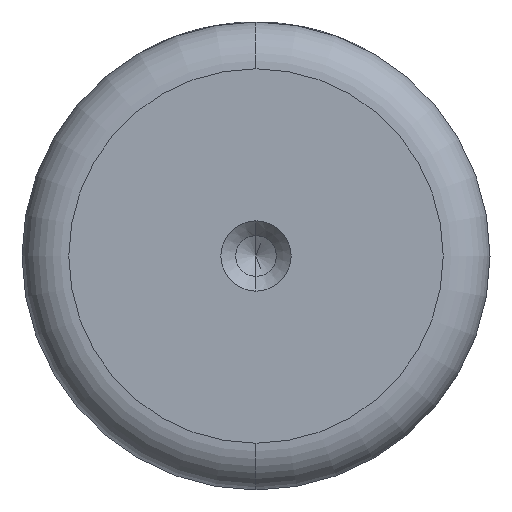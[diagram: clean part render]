
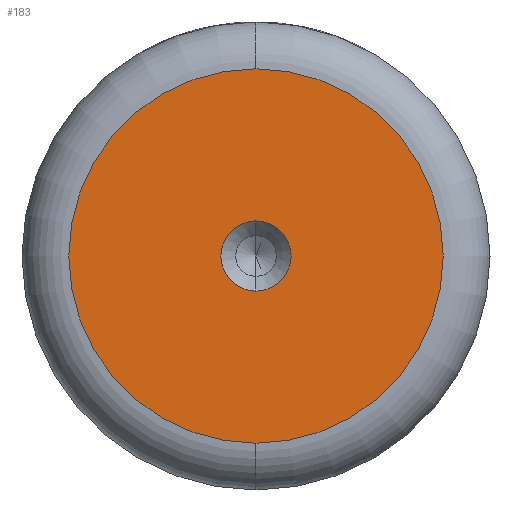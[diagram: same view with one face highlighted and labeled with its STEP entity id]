
A CAD part, left-side view. The second image highlights one B-rep face of the part: STEP entity #183.
In plain terms, the highlighted planar face has unit normal (-1, 0, 0).
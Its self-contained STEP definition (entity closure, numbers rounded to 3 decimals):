
#40 = AXIS2_PLACEMENT_3D ( 'NONE', #156, #911, #278 ) ;
#66 = AXIS2_PLACEMENT_3D ( 'NONE', #644, #1404, #748 ) ;
#80 = CIRCLE ( 'NONE', #66, 2.25 ) ;
#81 = EDGE_CURVE ( 'NONE', #165, #123, #80, .T. ) ;
#123 = VERTEX_POINT ( 'NONE', #974 ) ;
#156 = CARTESIAN_POINT ( 'NONE',  ( 0., 0., 0. ) ) ;
#165 = VERTEX_POINT ( 'NONE', #356 ) ;
#183 = ADVANCED_FACE ( 'NONE', ( #1083, #1377 ), #367, .T. ) ;
#193 = EDGE_LOOP ( 'NONE', ( #283, #1064 ) ) ;
#273 = DIRECTION ( 'NONE',  ( -1., 0., 0. ) ) ;
#278 = DIRECTION ( 'NONE',  ( 0., 0., 1. ) ) ;
#283 = ORIENTED_EDGE ( 'NONE', *, *, #329, .F. ) ;
#310 = CARTESIAN_POINT ( 'NONE',  ( 0., 0., 12. ) ) ;
#327 = CIRCLE ( 'NONE', #40, 12. ) ;
#329 = EDGE_CURVE ( 'NONE', #123, #165, #504, .T. ) ;
#346 = CARTESIAN_POINT ( 'NONE',  ( 0., 0., 0. ) ) ;
#356 = CARTESIAN_POINT ( 'NONE',  ( 0., 0., -2.25 ) ) ;
#367 = PLANE ( 'NONE',  #837 ) ;
#401 = EDGE_CURVE ( 'NONE', #525, #717, #327, .T. ) ;
#412 = CIRCLE ( 'NONE', #841, 12. ) ;
#431 = ORIENTED_EDGE ( 'NONE', *, *, #1260, .T. ) ;
#444 = DIRECTION ( 'NONE',  ( 0., 0., 1. ) ) ;
#476 = DIRECTION ( 'NONE',  ( 0., 0., 1. ) ) ;
#504 = CIRCLE ( 'NONE', #1245, 2.25 ) ;
#525 = VERTEX_POINT ( 'NONE', #988 ) ;
#644 = CARTESIAN_POINT ( 'NONE',  ( 0., 0., 0. ) ) ;
#717 = VERTEX_POINT ( 'NONE', #310 ) ;
#748 = DIRECTION ( 'NONE',  ( 0., 0., 1. ) ) ;
#758 = CARTESIAN_POINT ( 'NONE',  ( 0., 0., 0. ) ) ;
#837 = AXIS2_PLACEMENT_3D ( 'NONE', #758, #1103, #476 ) ;
#841 = AXIS2_PLACEMENT_3D ( 'NONE', #346, #1074, #444 ) ;
#904 = CARTESIAN_POINT ( 'NONE',  ( 0., 0., 0. ) ) ;
#911 = DIRECTION ( 'NONE',  ( -1., 0., 0. ) ) ;
#974 = CARTESIAN_POINT ( 'NONE',  ( 0., 0., 2.25 ) ) ;
#988 = CARTESIAN_POINT ( 'NONE',  ( 0., 0., -12. ) ) ;
#1015 = DIRECTION ( 'NONE',  ( 0., 0., 1. ) ) ;
#1028 = EDGE_LOOP ( 'NONE', ( #431, #1339 ) ) ;
#1064 = ORIENTED_EDGE ( 'NONE', *, *, #81, .F. ) ;
#1074 = DIRECTION ( 'NONE',  ( -1., 0., 0. ) ) ;
#1083 = FACE_BOUND ( 'NONE', #193, .T. ) ;
#1103 = DIRECTION ( 'NONE',  ( -1., 0., 0. ) ) ;
#1245 = AXIS2_PLACEMENT_3D ( 'NONE', #904, #273, #1015 ) ;
#1260 = EDGE_CURVE ( 'NONE', #717, #525, #412, .T. ) ;
#1339 = ORIENTED_EDGE ( 'NONE', *, *, #401, .T. ) ;
#1377 = FACE_OUTER_BOUND ( 'NONE', #1028, .T. ) ;
#1404 = DIRECTION ( 'NONE',  ( -1., 0., 0. ) ) ;
